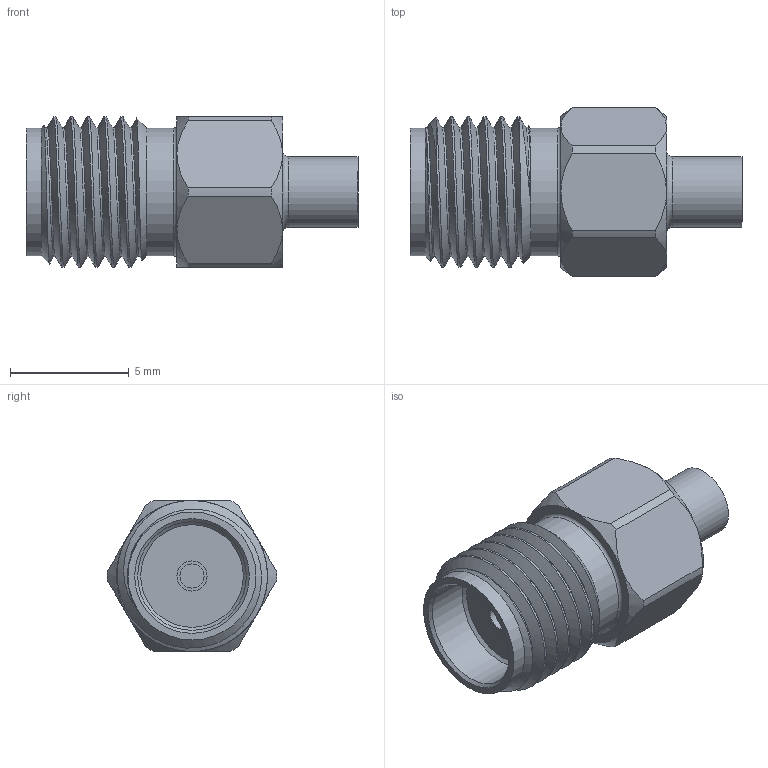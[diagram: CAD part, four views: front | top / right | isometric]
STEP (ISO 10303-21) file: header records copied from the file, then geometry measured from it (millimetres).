
FILE_DESCRIPTION (( 'STEP AP203' ), '1' );
FILE_NAME ('PE4116.step', '2020-02-26T17:37:29', ( '' ), ( '' ), 'SwSTEP 2.0', 'SolidWorks 2018', '' );
FILE_SCHEMA (( 'CONFIG_CONTROL_DESIGN' ));
Length unit declared in the file: inch
Products named in the file (1): PE4116
Bounding box: 13.97 x 7.14 x 6.35 mm (x, y, z)
Volume: 289.8 mm3; surface area: 455.1 mm2
Topology: 2 solids, 2 shells, 53 faces, 114 edges, 70 vertices
Faces by surface type: cone 18, plane 15, cylinder 15, bspline 3, torus 2
Full cylindrical faces by diameter (mm): 1.016 x1, 1.27 x2, 2.261 x1, 2.972 x1, 4.572 x1, 5.385 x2
Entity records: 2526 total; most frequent: CARTESIAN_POINT 1444, DIRECTION 206, ORIENTED_EDGE 186, AXIS2_PLACEMENT_3D 97, EDGE_CURVE 93, EDGE_LOOP 74, VERTEX_POINT 65, FACE_OUTER_BOUND 62
